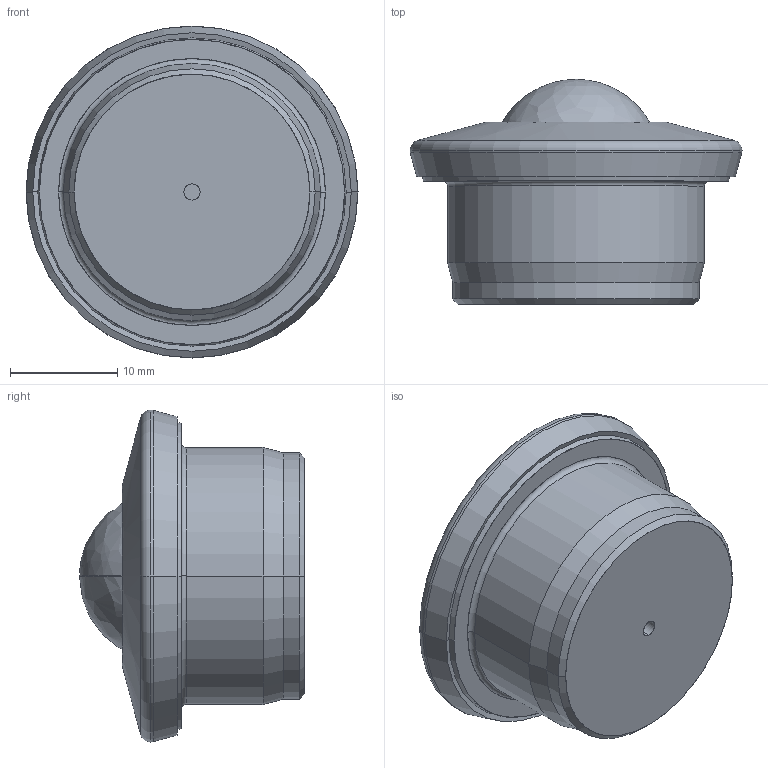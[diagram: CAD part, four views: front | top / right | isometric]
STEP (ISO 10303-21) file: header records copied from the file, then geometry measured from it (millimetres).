
FILE_DESCRIPTION (( 'STEP AP214' ), '1' );
FILE_NAME ('0017486.step', '2020-09-14T10:22:05', ( '' ), ( '' ), 'SwSTEP 2.0', 'SolidWorks 2018', '' );
FILE_SCHEMA (( 'AUTOMOTIVE_DESIGN' ));
Length unit declared in the file: millimetre
Products named in the file (1): 0017486
Bounding box: 31 x 21 x 31 mm (x, y, z)
Surface area: 2827.4 mm2 (no closed solid volume)
Topology: 0 solids, 33 shells, 35 faces, 134 edges, 131 vertices
Faces by surface type: cylinder 10, cone 10, plane 6, torus 6, bspline 3
Entity records: 3666 total; most frequent: CARTESIAN_POINT 2551, DIRECTION 236, ORIENTED_EDGE 135, EDGE_CURVE 133, VERTEX_POINT 131, AXIS2_PLACEMENT_3D 98, CIRCLE 65, EDGE_LOOP 41
